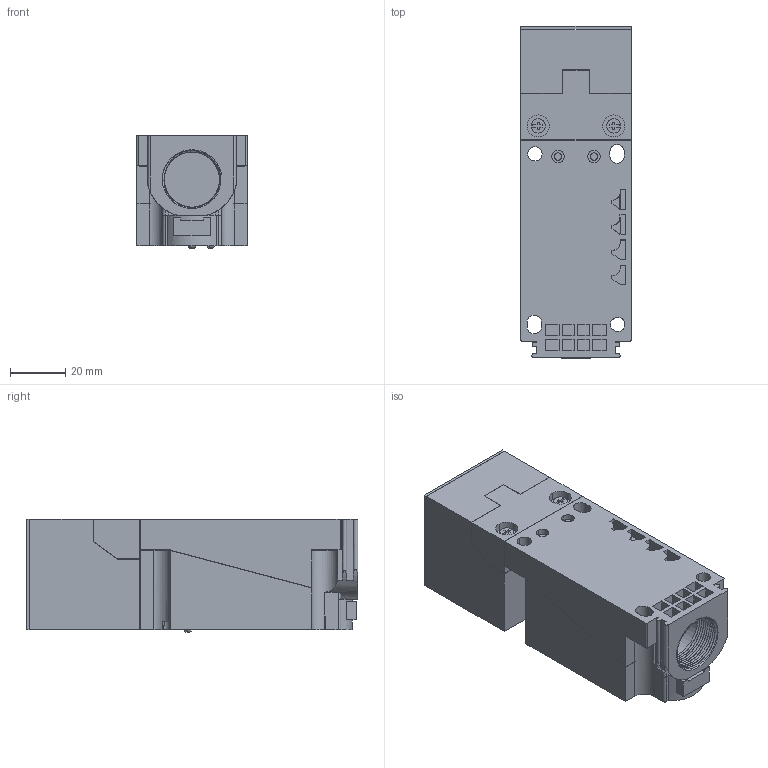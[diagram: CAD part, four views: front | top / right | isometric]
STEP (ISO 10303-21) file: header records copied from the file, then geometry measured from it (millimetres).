
FILE_DESCRIPTION((''),'2;1');
FILE_NAME('FQP1-4015X-XXX','2018-10-15T',('Administrator'),(''),'PRO/ENGINEER BY PARAMETRIC TECHNOLOGY CORPORATION, 2009440','PRO/ENGINEER BY PARAMETRIC TECHNOLOGY CORPORATION, 2009440','');
FILE_SCHEMA(('CONFIG_CONTROL_DESIGN'));
Length unit declared in the file: millimetre
Products named in the file (1): FQP1-4015X-XXX
Bounding box: 40 x 120.2 x 41 mm (x, y, z)
Volume: 159569.4 mm3; surface area: 39705.2 mm2
Topology: 6 solids, 6 shells, 507 faces, 1400 edges, 939 vertices
Faces by surface type: plane 371, cylinder 115, bspline 12, cone 5, torus 4
Entity records: 20720 total; most frequent: CARTESIAN_POINT 7613, ORIENTED_EDGE 2800, DIRECTION 2573, EDGE_CURVE 1400, VECTOR 1033, LINE 1033, VERTEX_POINT 939, AXIS2_PLACEMENT_3D 770
